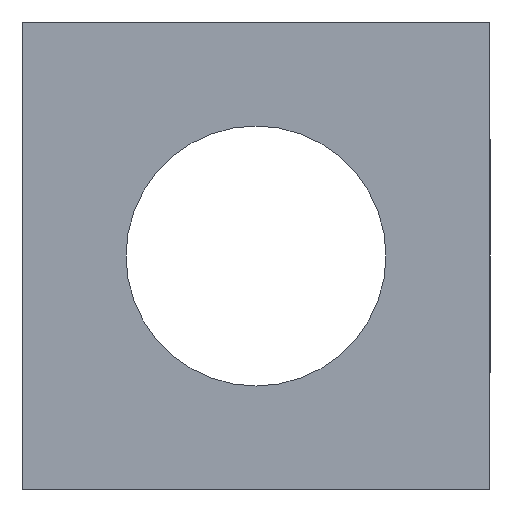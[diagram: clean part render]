
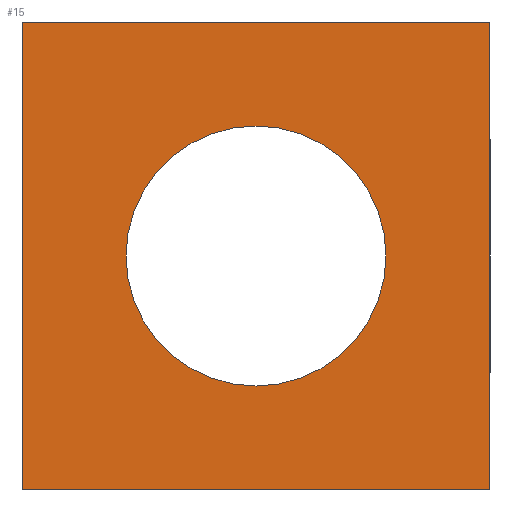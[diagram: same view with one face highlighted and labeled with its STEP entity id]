
A CAD part, front view. The second image highlights one B-rep face of the part: STEP entity #15.
In plain terms, the highlighted planar face has unit normal (0, -1, 0).
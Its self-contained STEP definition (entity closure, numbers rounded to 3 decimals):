
#4 = LINE ( 'NONE', #98, #5 ) ;
#5 = VECTOR ( 'NONE', #111, 1000. ) ;
#6 = LINE ( 'NONE', #94, #8 ) ;
#7 = CIRCLE ( 'NONE', #40, 2.5 ) ;
#8 = VECTOR ( 'NONE', #93, 1000. ) ;
#15 = ADVANCED_FACE ( 'NONE', ( #336, #290 ), #176, .T. ) ;
#40 = AXIS2_PLACEMENT_3D ( 'NONE', #73, #72, #71 ) ;
#48 = AXIS2_PLACEMENT_3D ( 'NONE', #155, #154, #153 ) ;
#57 = AXIS2_PLACEMENT_3D ( 'NONE', #160, #83, #158 ) ;
#62 = CARTESIAN_POINT ( 'NONE',  ( 4.5, 0., -4.5 ) ) ;
#63 = CARTESIAN_POINT ( 'NONE',  ( 0., 0., 2.5 ) ) ;
#64 = CARTESIAN_POINT ( 'NONE',  ( 4.5, 0., 4.5 ) ) ;
#71 = DIRECTION ( 'NONE',  ( 0., 0., 1. ) ) ;
#72 = DIRECTION ( 'NONE',  ( 0., 1., 0. ) ) ;
#73 = CARTESIAN_POINT ( 'NONE',  ( 0., 0., 0. ) ) ;
#75 = CARTESIAN_POINT ( 'NONE',  ( -4.5, 0., -4.5 ) ) ;
#83 = DIRECTION ( 'NONE',  ( 0., -1., 0. ) ) ;
#93 = DIRECTION ( 'NONE',  ( -1., 0., 0. ) ) ;
#94 = CARTESIAN_POINT ( 'NONE',  ( -4.5, 0., -4.5 ) ) ;
#98 = CARTESIAN_POINT ( 'NONE',  ( 4.5, 0., 4.5 ) ) ;
#103 = CARTESIAN_POINT ( 'NONE',  ( -4.5, 0., 4.5 ) ) ;
#111 = DIRECTION ( 'NONE',  ( 0., 0., -1. ) ) ;
#113 = DIRECTION ( 'NONE',  ( 0., 0., 1. ) ) ;
#114 = CARTESIAN_POINT ( 'NONE',  ( -4.5, 0., 4.5 ) ) ;
#128 = DIRECTION ( 'NONE',  ( 1., 0., 0. ) ) ;
#131 = CARTESIAN_POINT ( 'NONE',  ( -4.5, 0., 4.5 ) ) ;
#153 = DIRECTION ( 'NONE',  ( 0., 0., 1. ) ) ;
#154 = DIRECTION ( 'NONE',  ( 0., 1., 0. ) ) ;
#155 = CARTESIAN_POINT ( 'NONE',  ( 0., 0., 0. ) ) ;
#158 = DIRECTION ( 'NONE',  ( 0., 0., -1. ) ) ;
#160 = CARTESIAN_POINT ( 'NONE',  ( -4.5, 0., -4.5 ) ) ;
#176 = PLANE ( 'NONE',  #57 ) ;
#181 = CARTESIAN_POINT ( 'NONE',  ( 0., 0., -2.5 ) ) ;
#191 = LINE ( 'NONE', #131, #193 ) ;
#193 = VECTOR ( 'NONE', #128, 1000. ) ;
#196 = LINE ( 'NONE', #114, #199 ) ;
#199 = VECTOR ( 'NONE', #113, 1000. ) ;
#214 = EDGE_LOOP ( 'NONE', ( #253, #252, #251, #250 ) ) ;
#220 = EDGE_LOOP ( 'NONE', ( #282, #281 ) ) ;
#227 = VERTEX_POINT ( 'NONE', #181 ) ;
#250 = ORIENTED_EDGE ( 'NONE', *, *, #362, .F. ) ;
#251 = ORIENTED_EDGE ( 'NONE', *, *, #370, .F. ) ;
#252 = ORIENTED_EDGE ( 'NONE', *, *, #372, .F. ) ;
#253 = ORIENTED_EDGE ( 'NONE', *, *, #365, .F. ) ;
#259 = VERTEX_POINT ( 'NONE', #103 ) ;
#281 = ORIENTED_EDGE ( 'NONE', *, *, #355, .T. ) ;
#282 = ORIENTED_EDGE ( 'NONE', *, *, #373, .T. ) ;
#290 = FACE_OUTER_BOUND ( 'NONE', #214, .T. ) ;
#301 = CIRCLE ( 'NONE', #48, 2.5 ) ;
#321 = VERTEX_POINT ( 'NONE', #63 ) ;
#322 = VERTEX_POINT ( 'NONE', #64 ) ;
#323 = VERTEX_POINT ( 'NONE', #62 ) ;
#325 = VERTEX_POINT ( 'NONE', #75 ) ;
#336 = FACE_BOUND ( 'NONE', #220, .T. ) ;
#355 = EDGE_CURVE ( 'NONE', #227, #321, #301, .T. ) ;
#362 = EDGE_CURVE ( 'NONE', #259, #322, #191, .T. ) ;
#365 = EDGE_CURVE ( 'NONE', #325, #259, #196, .T. ) ;
#370 = EDGE_CURVE ( 'NONE', #322, #323, #4, .T. ) ;
#372 = EDGE_CURVE ( 'NONE', #323, #325, #6, .T. ) ;
#373 = EDGE_CURVE ( 'NONE', #321, #227, #7, .T. ) ;
